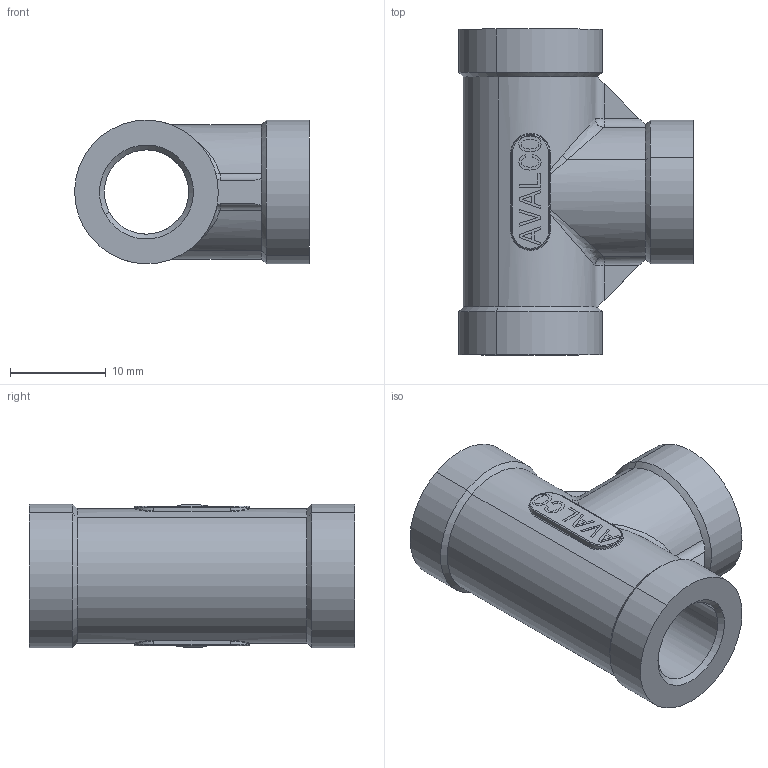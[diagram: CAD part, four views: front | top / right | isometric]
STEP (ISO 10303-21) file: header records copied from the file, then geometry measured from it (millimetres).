
FILE_DESCRIPTION(( 'RX.23.18.18.stp' ), '1');
FILE_NAME( 'RX.23.18.18.stp', '2018-10-10T14:57:55',( 'Sopra'),('sopra-pneumatic.com'), 'SwSTEP 2.0','SolidWorks 2009','' );
FILE_SCHEMA(('CONFIG_CONTROL_DESIGN'));
Length unit declared in the file: millimetre
Products named in the file (1): DS003-G18
Bounding box: 24.5 x 34 x 15 mm (x, y, z)
Volume: 4480.2 mm3; surface area: 3553.2 mm2
Topology: 1 solids, 1 shells, 320 faces, 856 edges, 551 vertices
Faces by surface type: plane 243, cylinder 40, bspline 15, cone 12, torus 6, sphere 4
Entity records: 10513 total; most frequent: CARTESIAN_POINT 2952, ORIENTED_EDGE 1704, DIRECTION 1268, EDGE_CURVE 852, VECTOR 702, LINE 702, VERTEX_POINT 551, EDGE_LOOP 341
